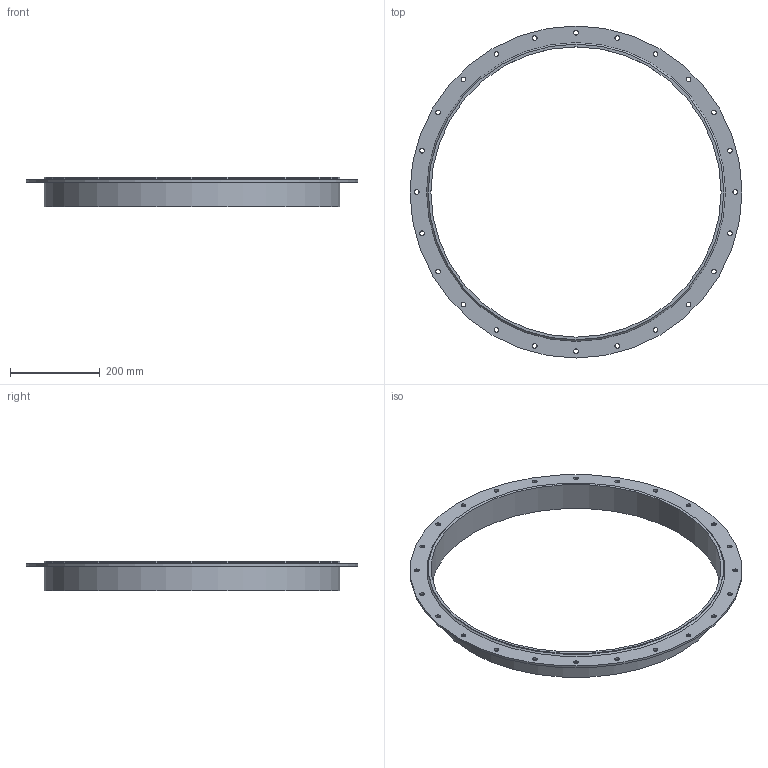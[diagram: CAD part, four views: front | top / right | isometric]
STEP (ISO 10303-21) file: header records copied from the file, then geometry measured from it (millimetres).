
FILE_DESCRIPTION((''),'2;1');
FILE_NAME('SLFRS644.stp','2017-02-08T07:49:32',('se-mareng'),(''),'Autodesk Inventor 2013','Autodesk Inventor 2013','');
FILE_SCHEMA(('AUTOMOTIVE_DESIGN { 1 0 10303 214 1 1 1 1 }'));
Length unit declared in the file: millimetre
Products named in the file (1): SLFRS644_old
Bounding box: 739 x 739 x 65 mm (x, y, z)
Volume: 1245526.2 mm3; surface area: 465460 mm2
Topology: 1 solids, 1 shells, 33 faces, 111 edges, 82 vertices
Faces by surface type: cylinder 28, plane 4, cone 1
Full cylindrical faces by diameter (mm): 10.5 x24, 646 x1, 658 x2, 739 x1
Entity records: 1037 total; most frequent: DIRECTION 182, CARTESIAN_POINT 148, ORIENTED_EDGE 114, EDGE_LOOP 114, AXIS2_PLACEMENT_3D 91, FACE_BOUND 81, VERTEX_POINT 57, CIRCLE 57
